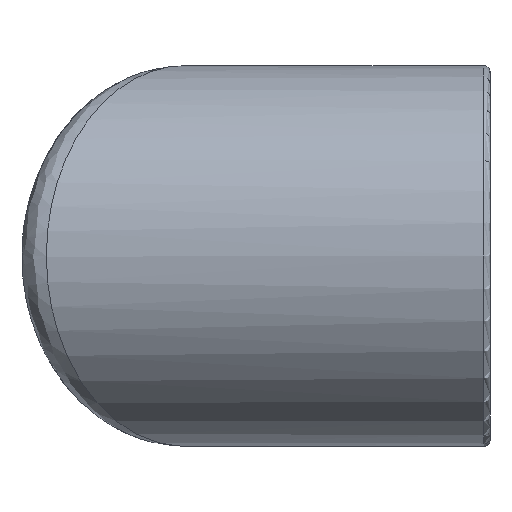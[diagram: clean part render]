
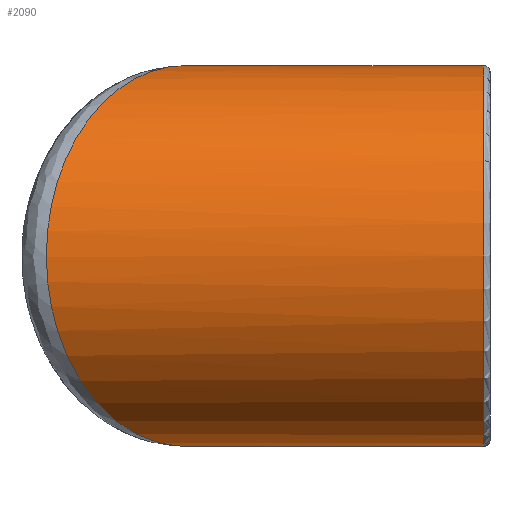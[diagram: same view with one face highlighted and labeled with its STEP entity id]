
A CAD part, front view. The second image highlights one B-rep face of the part: STEP entity #2090.
In plain terms, the highlighted cylindrical face has radius 15.5 mm (diameter 31 mm), a partial arc.
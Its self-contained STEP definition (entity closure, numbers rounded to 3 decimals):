
#166=LINE('',#4699,#279);
#168=LINE('',#4703,#281);
#169=LINE('',#4705,#282);
#170=LINE('',#4708,#283);
#171=LINE('',#4710,#284);
#172=LINE('',#4711,#285);
#279=VECTOR('',#2930,10.);
#281=VECTOR('',#2934,10.);
#282=VECTOR('',#2935,10.);
#283=VECTOR('',#2938,10.);
#284=VECTOR('',#2939,10.);
#285=VECTOR('',#2940,10.);
#344=CYLINDRICAL_SURFACE('',#2351,15.5);
#357=ELLIPSE('',#2147,19.198,15.5);
#480=FACE_OUTER_BOUND('',#615,.T.);
#615=EDGE_LOOP('',(#1848,#1849,#1850,#1851,#1852,#1853,#1854,#1855,#1856));
#787=CIRCLE('',#2302,15.5);
#815=CIRCLE('',#2352,15.5);
#853=VERTEX_POINT('',#3441);
#855=VERTEX_POINT('',#3516);
#964=VERTEX_POINT('',#4557);
#965=VERTEX_POINT('',#4559);
#992=VERTEX_POINT('',#4698);
#993=VERTEX_POINT('',#4702);
#994=VERTEX_POINT('',#4704);
#995=VERTEX_POINT('',#4707);
#996=VERTEX_POINT('',#4709);
#1049=EDGE_CURVE('',#855,#853,#357,.T.);
#1241=EDGE_CURVE('',#964,#965,#787,.T.);
#1293=EDGE_CURVE('',#965,#992,#166,.T.);
#1295=EDGE_CURVE('',#993,#855,#168,.T.);
#1296=EDGE_CURVE('',#994,#993,#169,.T.);
#1297=EDGE_CURVE('',#994,#992,#815,.T.);
#1298=EDGE_CURVE('',#964,#995,#170,.T.);
#1299=EDGE_CURVE('',#995,#996,#171,.T.);
#1300=EDGE_CURVE('',#996,#853,#172,.T.);
#1848=ORIENTED_EDGE('',*,*,#1049,.F.);
#1849=ORIENTED_EDGE('',*,*,#1295,.F.);
#1850=ORIENTED_EDGE('',*,*,#1296,.F.);
#1851=ORIENTED_EDGE('',*,*,#1297,.T.);
#1852=ORIENTED_EDGE('',*,*,#1293,.F.);
#1853=ORIENTED_EDGE('',*,*,#1241,.F.);
#1854=ORIENTED_EDGE('',*,*,#1298,.T.);
#1855=ORIENTED_EDGE('',*,*,#1299,.T.);
#1856=ORIENTED_EDGE('',*,*,#1300,.T.);
#2090=ADVANCED_FACE('',(#480),#344,.T.);
#2147=AXIS2_PLACEMENT_3D('',#3518,#2434,#2435);
#2302=AXIS2_PLACEMENT_3D('',#4560,#2811,#2812);
#2351=AXIS2_PLACEMENT_3D('',#4701,#2932,#2933);
#2352=AXIS2_PLACEMENT_3D('',#4706,#2936,#2937);
#2434=DIRECTION('center_axis',(-0.807,0.59,0.));
#2435=DIRECTION('ref_axis',(-0.59,-0.807,0.));
#2811=DIRECTION('center_axis',(1.,0.,0.));
#2812=DIRECTION('ref_axis',(0.,-1.,0.));
#2930=DIRECTION('',(-1.,0.,0.));
#2932=DIRECTION('center_axis',(-1.,0.,0.));
#2933=DIRECTION('ref_axis',(0.,-0.989,-0.149));
#2934=DIRECTION('',(-1.,0.,0.));
#2935=DIRECTION('',(-1.,0.,0.));
#2936=DIRECTION('center_axis',(-1.,0.,0.));
#2937=DIRECTION('ref_axis',(0.,0.,
-1.));
#2938=DIRECTION('',(-1.,0.,0.));
#2939=DIRECTION('',(-1.,0.,0.));
#2940=DIRECTION('',(-1.,0.,0.));
#3441=CARTESIAN_POINT('',(-24.788,-30.,12.5));
#3516=CARTESIAN_POINT('',(-21.459,-25.444,-17.815));
#3518=CARTESIAN_POINT('Origin',(-24.788,-30.,-3.));
#4557=CARTESIAN_POINT('',(-0.5,-30.,12.5));
#4559=CARTESIAN_POINT('',(-0.5,-30.,-18.5));
#4560=CARTESIAN_POINT('Origin',(-0.5,-30.,-3.));
#4698=CARTESIAN_POINT('',(-6.,-30.,-18.5));
#4699=CARTESIAN_POINT('',(0.,-30.,-18.5));
#4701=CARTESIAN_POINT('Origin',(0.,-30.,-3.));
#4702=CARTESIAN_POINT('',(-11.,-25.444,-17.815));
#4703=CARTESIAN_POINT('',(-11.,-25.444,-17.815));
#4704=CARTESIAN_POINT('',(-6.,-25.444,-17.815));
#4705=CARTESIAN_POINT('',(-6.,-25.444,-17.815));
#4706=CARTESIAN_POINT('Origin',(-6.,-30.,-3.));
#4707=CARTESIAN_POINT('',(-6.,-30.,12.5));
#4708=CARTESIAN_POINT('',(0.,-30.,12.5));
#4709=CARTESIAN_POINT('',(-11.,-30.,12.5));
#4710=CARTESIAN_POINT('',(-6.,-30.,12.5));
#4711=CARTESIAN_POINT('',(-11.,-30.,12.5));
